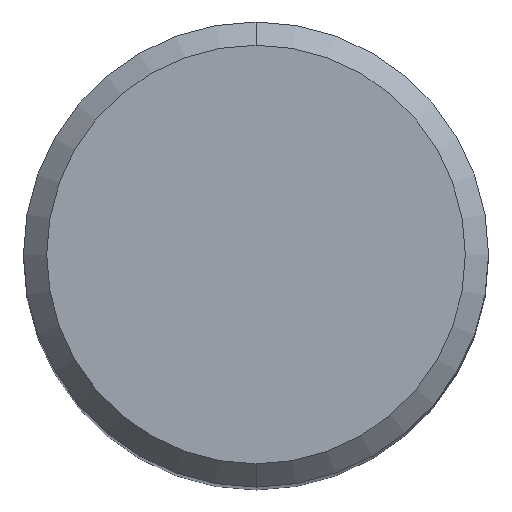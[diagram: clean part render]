
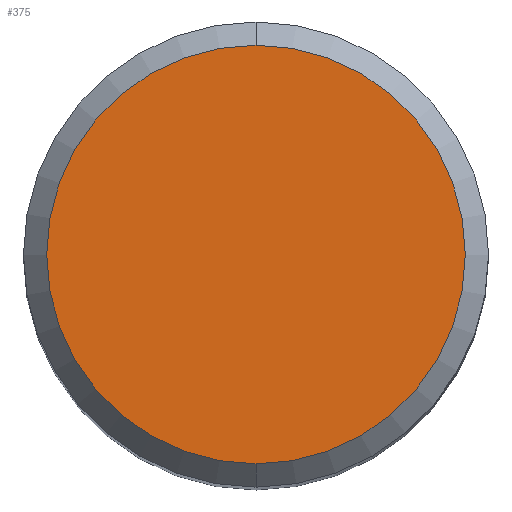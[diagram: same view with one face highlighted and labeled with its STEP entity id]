
A CAD part, top view. The second image highlights one B-rep face of the part: STEP entity #375.
In plain terms, the highlighted planar face has unit normal (0, 0, 1).
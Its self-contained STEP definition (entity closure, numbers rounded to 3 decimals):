
#189=EDGE_CURVE('',#427,#425,#484,.T.);
#375=ADVANCED_FACE('',(#687),#688,.T.);
#425=VERTEX_POINT('',#742);
#427=VERTEX_POINT('',#744);
#437=EDGE_CURVE('',#425,#427,#756,.T.);
#484=CIRCLE('',#823,5.4);
#687=FACE_OUTER_BOUND('',#1278,.T.);
#688=PLANE('',#1279);
#742=CARTESIAN_POINT('',(0.,-5.4,0.0));
#744=CARTESIAN_POINT('',(0.0,5.4,0.0));
#756=CIRCLE('',#1429,5.4);
#823=AXIS2_PLACEMENT_3D('',#1479,#1480,#1481);
#1278=EDGE_LOOP('',(#1702,#1703));
#1279=AXIS2_PLACEMENT_3D('',#1704,#1705,#1706);
#1429=AXIS2_PLACEMENT_3D('',#1776,#1777,#1778);
#1479=CARTESIAN_POINT('',(0.0,0.0,0.0));
#1480=DIRECTION('',(0.0,0.0,-1.0));
#1481=DIRECTION('',(0.0,1.0,0.0));
#1702=ORIENTED_EDGE('',*,*,#189,.F.);
#1703=ORIENTED_EDGE('',*,*,#437,.F.);
#1704=CARTESIAN_POINT('',(0.0,2.7,0.0));
#1705=DIRECTION('',(-0.0,0.0,1.0));
#1706=DIRECTION('',(0.0,-1.0,0.0));
#1776=CARTESIAN_POINT('',(0.0,0.0,0.0));
#1777=DIRECTION('',(0.0,0.0,-1.0));
#1778=DIRECTION('',(0.0,1.0,0.0));
